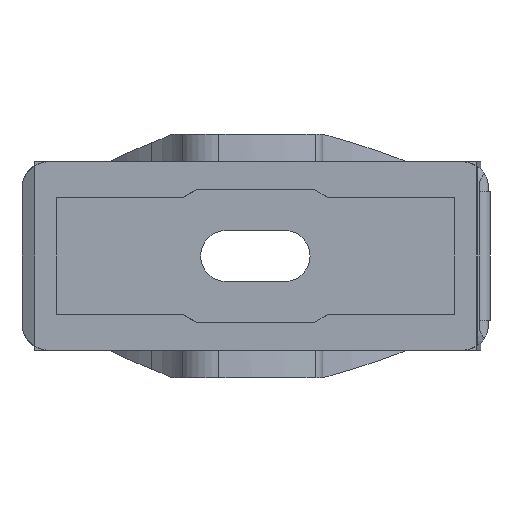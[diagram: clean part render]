
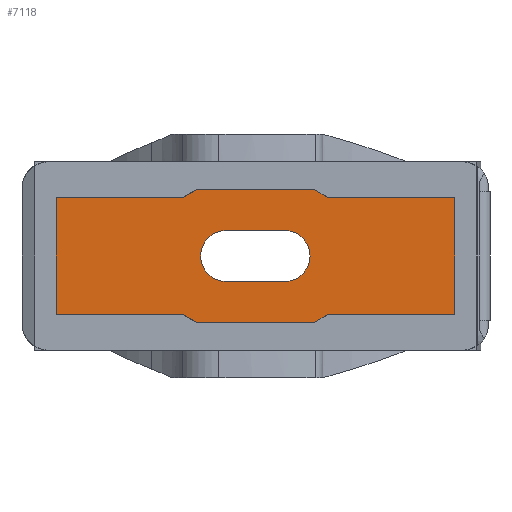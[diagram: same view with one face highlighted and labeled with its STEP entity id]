
A CAD part, front view. The second image highlights one B-rep face of the part: STEP entity #7118.
In plain terms, the highlighted planar face has unit normal (0, -1, 0).
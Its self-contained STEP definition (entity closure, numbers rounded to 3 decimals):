
#92 = VERTEX_POINT ( 'NONE', #4145 ) ;
#142 = EDGE_CURVE ( 'NONE', #6241, #619, #166, .T. ) ;
#166 = LINE ( 'NONE', #6684, #6422 ) ;
#168 = VERTEX_POINT ( 'NONE', #5552 ) ;
#207 = CARTESIAN_POINT ( 'NONE',  ( 2.4, 1.5, 0. ) ) ;
#234 = CARTESIAN_POINT ( 'NONE',  ( -2.4, 1.5, 0. ) ) ;
#417 = VECTOR ( 'NONE', #4371, 1000. ) ;
#483 = VERTEX_POINT ( 'NONE', #3147 ) ;
#529 = ORIENTED_EDGE ( 'NONE', *, *, #8274, .T. ) ;
#531 = VECTOR ( 'NONE', #7189, 1000. ) ;
#534 = DIRECTION ( 'NONE',  ( 0.866, 0., -0.5 ) ) ;
#619 = VERTEX_POINT ( 'NONE', #11453 ) ;
#719 = EDGE_CURVE ( 'NONE', #6819, #5672, #3721, .T. ) ;
#721 = VECTOR ( 'NONE', #7454, 1000. ) ;
#774 = CARTESIAN_POINT ( 'NONE',  ( -2.4, 1.5, -2.1 ) ) ;
#815 = LINE ( 'NONE', #1862, #531 ) ;
#842 = ORIENTED_EDGE ( 'NONE', *, *, #142, .F. ) ;
#946 = CIRCLE ( 'NONE', #4349, 2.1 ) ;
#947 = CARTESIAN_POINT ( 'NONE',  ( 0., 1.5, -4.784 ) ) ;
#957 = CARTESIAN_POINT ( 'NONE',  ( 0., 1.5, 5.5 ) ) ;
#994 = DIRECTION ( 'NONE',  ( 1., 0., 0. ) ) ;
#1037 = VECTOR ( 'NONE', #8246, 1000. ) ;
#1104 = DIRECTION ( 'NONE',  ( 0., 0., -1. ) ) ;
#1134 = DIRECTION ( 'NONE',  ( 0., 0., 1. ) ) ;
#1220 = CARTESIAN_POINT ( 'NONE',  ( 2.4, 1.5, 2.1 ) ) ;
#1259 = EDGE_CURVE ( 'NONE', #483, #5100, #3976, .T. ) ;
#1260 = EDGE_CURVE ( 'NONE', #3585, #7463, #8449, .T. ) ;
#1328 = DIRECTION ( 'NONE',  ( 1., 0., 0. ) ) ;
#1333 = VECTOR ( 'NONE', #994, 1000. ) ;
#1456 = ORIENTED_EDGE ( 'NONE', *, *, #3740, .F. ) ;
#1550 = PLANE ( 'NONE',  #3956 ) ;
#1669 = CARTESIAN_POINT ( 'NONE',  ( -2.4, 1.5, 2.1 ) ) ;
#1715 = CARTESIAN_POINT ( 'NONE',  ( 5.5, 1.5, 4.784 ) ) ;
#1734 = VECTOR ( 'NONE', #8788, 1000. ) ;
#1736 = CARTESIAN_POINT ( 'NONE',  ( -4.788, 1.5, 5.5 ) ) ;
#1862 = CARTESIAN_POINT ( 'NONE',  ( -6.027, 1.5, -4.784 ) ) ;
#2048 = CARTESIAN_POINT ( 'NONE',  ( -6.027, 1.5, -4.784 ) ) ;
#2077 = EDGE_CURVE ( 'NONE', #6241, #168, #3428, .T. ) ;
#2305 = EDGE_CURVE ( 'NONE', #9700, #3529, #10462, .T. ) ;
#2791 = VECTOR ( 'NONE', #534, 1000. ) ;
#2863 = AXIS2_PLACEMENT_3D ( 'NONE', #234, #6460, #1134 ) ;
#3086 = ORIENTED_EDGE ( 'NONE', *, *, #1260, .T. ) ;
#3114 = LINE ( 'NONE', #6659, #721 ) ;
#3147 = CARTESIAN_POINT ( 'NONE',  ( 16.387, 1.5, -4.784 ) ) ;
#3234 = DIRECTION ( 'NONE',  ( 1., 0., 0. ) ) ;
#3287 = ORIENTED_EDGE ( 'NONE', *, *, #2305, .T. ) ;
#3384 = CARTESIAN_POINT ( 'NONE',  ( 4.788, 1.5, -5.5 ) ) ;
#3428 = LINE ( 'NONE', #7932, #1037 ) ;
#3431 = VERTEX_POINT ( 'NONE', #2048 ) ;
#3444 = CARTESIAN_POINT ( 'NONE',  ( -6.027, 1.5, 4.784 ) ) ;
#3529 = VERTEX_POINT ( 'NONE', #3384 ) ;
#3585 = VERTEX_POINT ( 'NONE', #1669 ) ;
#3721 = LINE ( 'NONE', #957, #1333 ) ;
#3740 = EDGE_CURVE ( 'NONE', #483, #6956, #3114, .T. ) ;
#3765 = FACE_OUTER_BOUND ( 'NONE', #8446, .T. ) ;
#3871 = VERTEX_POINT ( 'NONE', #9962 ) ;
#3956 = AXIS2_PLACEMENT_3D ( 'NONE', #5983, #10477, #7779 ) ;
#3976 = LINE ( 'NONE', #6662, #6064 ) ;
#4103 = CARTESIAN_POINT ( 'NONE',  ( 16.387, 1.5, 4.784 ) ) ;
#4135 = CARTESIAN_POINT ( 'NONE',  ( -16.387, 1.5, 4.784 ) ) ;
#4145 = CARTESIAN_POINT ( 'NONE',  ( 6.027, 1.5, 4.784 ) ) ;
#4197 = DIRECTION ( 'NONE',  ( 0., 0., 1. ) ) ;
#4278 = ORIENTED_EDGE ( 'NONE', *, *, #2077, .T. ) ;
#4326 = LINE ( 'NONE', #774, #6389 ) ;
#4349 = AXIS2_PLACEMENT_3D ( 'NONE', #207, #6431, #1104 ) ;
#4371 = DIRECTION ( 'NONE',  ( -1., 0., 0. ) ) ;
#4515 = ORIENTED_EDGE ( 'NONE', *, *, #6387, .F. ) ;
#4608 = CARTESIAN_POINT ( 'NONE',  ( 6.027, 1.5, -4.784 ) ) ;
#4633 = EDGE_CURVE ( 'NONE', #5100, #92, #5212, .T. ) ;
#4729 = VECTOR ( 'NONE', #7493, 1000. ) ;
#5100 = VERTEX_POINT ( 'NONE', #4103 ) ;
#5140 = ORIENTED_EDGE ( 'NONE', *, *, #10955, .T. ) ;
#5143 = ORIENTED_EDGE ( 'NONE', *, *, #1259, .T. ) ;
#5193 = LINE ( 'NONE', #9461, #2791 ) ;
#5212 = LINE ( 'NONE', #1715, #417 ) ;
#5552 = CARTESIAN_POINT ( 'NONE',  ( -16.387, 1.5, -4.784 ) ) ;
#5598 = EDGE_CURVE ( 'NONE', #5672, #92, #5193, .T. ) ;
#5651 = VECTOR ( 'NONE', #10156, 1000. ) ;
#5672 = VERTEX_POINT ( 'NONE', #11383 ) ;
#5836 = FACE_BOUND ( 'NONE', #6501, .T. ) ;
#5983 = CARTESIAN_POINT ( 'NONE',  ( 0., 1.5, -4.8 ) ) ;
#6064 = VECTOR ( 'NONE', #4197, 1000. ) ;
#6241 = VERTEX_POINT ( 'NONE', #4135 ) ;
#6251 = EDGE_CURVE ( 'NONE', #9545, #3871, #4326, .T. ) ;
#6387 = EDGE_CURVE ( 'NONE', #9700, #3431, #815, .T. ) ;
#6389 = VECTOR ( 'NONE', #11500, 1000. ) ;
#6422 = VECTOR ( 'NONE', #1328, 1000. ) ;
#6431 = DIRECTION ( 'NONE',  ( 0., -1., 0. ) ) ;
#6455 = ORIENTED_EDGE ( 'NONE', *, *, #7377, .F. ) ;
#6460 = DIRECTION ( 'NONE',  ( 0., 1., 0. ) ) ;
#6478 = ORIENTED_EDGE ( 'NONE', *, *, #6251, .F. ) ;
#6501 = EDGE_LOOP ( 'NONE', ( #6478, #8778, #3086, #6455 ) ) ;
#6659 = CARTESIAN_POINT ( 'NONE',  ( 0., 1.5, -4.784 ) ) ;
#6662 = CARTESIAN_POINT ( 'NONE',  ( 16.387, 1.5, 0. ) ) ;
#6684 = CARTESIAN_POINT ( 'NONE',  ( -16.4, 1.5, 4.784 ) ) ;
#6819 = VERTEX_POINT ( 'NONE', #1736 ) ;
#6956 = VERTEX_POINT ( 'NONE', #4608 ) ;
#7053 = LINE ( 'NONE', #11141, #4729 ) ;
#7118 = ADVANCED_FACE ( 'NONE', ( #3765, #5836 ), #1550, .F. ) ;
#7189 = DIRECTION ( 'NONE',  ( -0.866, 0., 0.5 ) ) ;
#7377 = EDGE_CURVE ( 'NONE', #3871, #7463, #946, .T. ) ;
#7454 = DIRECTION ( 'NONE',  ( -1., 0., 0. ) ) ;
#7463 = VERTEX_POINT ( 'NONE', #1220 ) ;
#7493 = DIRECTION ( 'NONE',  ( 0.866, 0., 0.5 ) ) ;
#7779 = DIRECTION ( 'NONE',  ( 0., 0., 1. ) ) ;
#7919 = EDGE_CURVE ( 'NONE', #9545, #3585, #8737, .T. ) ;
#7932 = CARTESIAN_POINT ( 'NONE',  ( -16.387, 1.5, 0. ) ) ;
#8045 = CARTESIAN_POINT ( 'NONE',  ( -2.4, 1.5, -2.1 ) ) ;
#8121 = ORIENTED_EDGE ( 'NONE', *, *, #4633, .T. ) ;
#8246 = DIRECTION ( 'NONE',  ( 0., 0., -1. ) ) ;
#8274 = EDGE_CURVE ( 'NONE', #6819, #619, #10456, .T. ) ;
#8446 = EDGE_LOOP ( 'NONE', ( #529, #842, #4278, #5140, #4515, #3287, #11554, #1456, #5143, #8121, #9851, #8920 ) ) ;
#8449 = LINE ( 'NONE', #9488, #10876 ) ;
#8737 = CIRCLE ( 'NONE', #2863, 2.1 ) ;
#8778 = ORIENTED_EDGE ( 'NONE', *, *, #7919, .T. ) ;
#8788 = DIRECTION ( 'NONE',  ( -0.866, 0., -0.5 ) ) ;
#8920 = ORIENTED_EDGE ( 'NONE', *, *, #719, .F. ) ;
#8944 = VECTOR ( 'NONE', #9020, 1000. ) ;
#9020 = DIRECTION ( 'NONE',  ( 1., 0., 0. ) ) ;
#9201 = CARTESIAN_POINT ( 'NONE',  ( -4.788, 1.5, -5.5 ) ) ;
#9244 = LINE ( 'NONE', #947, #8944 ) ;
#9461 = CARTESIAN_POINT ( 'NONE',  ( 6.027, 1.5, 4.784 ) ) ;
#9488 = CARTESIAN_POINT ( 'NONE',  ( -2.4, 1.5, 2.1 ) ) ;
#9545 = VERTEX_POINT ( 'NONE', #8045 ) ;
#9700 = VERTEX_POINT ( 'NONE', #9201 ) ;
#9851 = ORIENTED_EDGE ( 'NONE', *, *, #5598, .F. ) ;
#9962 = CARTESIAN_POINT ( 'NONE',  ( 2.4, 1.5, -2.1 ) ) ;
#10156 = DIRECTION ( 'NONE',  ( 1., 0., 0. ) ) ;
#10456 = LINE ( 'NONE', #3444, #1734 ) ;
#10462 = LINE ( 'NONE', #11236, #5651 ) ;
#10477 = DIRECTION ( 'NONE',  ( 0., 1., 0. ) ) ;
#10876 = VECTOR ( 'NONE', #3234, 1000. ) ;
#10955 = EDGE_CURVE ( 'NONE', #168, #3431, #9244, .T. ) ;
#11141 = CARTESIAN_POINT ( 'NONE',  ( 6.027, 1.5, -4.784 ) ) ;
#11236 = CARTESIAN_POINT ( 'NONE',  ( 0., 1.5, -5.5 ) ) ;
#11383 = CARTESIAN_POINT ( 'NONE',  ( 4.788, 1.5, 5.5 ) ) ;
#11453 = CARTESIAN_POINT ( 'NONE',  ( -6.027, 1.5, 4.784 ) ) ;
#11500 = DIRECTION ( 'NONE',  ( 1., 0., 0. ) ) ;
#11507 = EDGE_CURVE ( 'NONE', #3529, #6956, #7053, .T. ) ;
#11554 = ORIENTED_EDGE ( 'NONE', *, *, #11507, .T. ) ;
